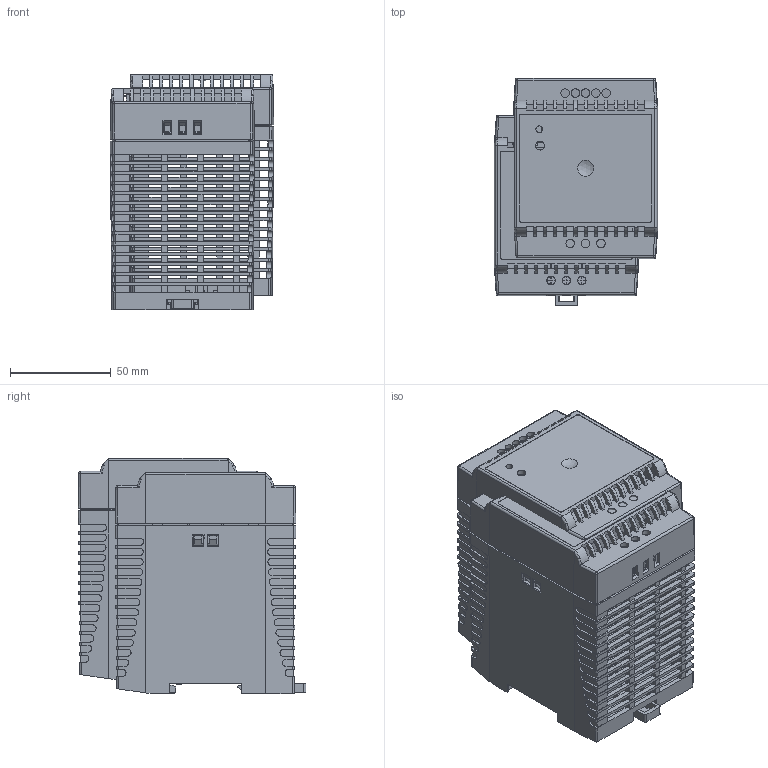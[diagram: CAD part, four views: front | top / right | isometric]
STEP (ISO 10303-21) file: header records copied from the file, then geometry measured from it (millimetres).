
FILE_DESCRIPTION( ( 'Unknown' ), '1' );
FILE_NAME( 'TPC120-124.stp', 'Unknown', ( 'Unknown' ), ( 'Unknown' ), 'PSStep 13.0', 'Unknown', ' ' );
FILE_SCHEMA( ( 'AUTOMOTIVE_DESIGN { 1 0 10303 214 1 1 1 1 }' ) );
Length unit declared in the file: millimetre
Products named in the file (9): Assem1; 24300193-LATCH; 23500408_23500406-CONNECTOR; 23500404-CONNECTOR; 23500275-CONNECTOR; 22200006-POT; 21500012-LED; 24600285-HOOD; 24600281-CHASSIS
Bounding box: 81.01 x 112.86 x 116.55 mm (x, y, z)
Volume: 194817.1 mm3; surface area: 193474.6 mm2
Topology: 16 solids, 16 shells, 3670 faces, 12046 edges, 7942 vertices
Faces by surface type: plane 3186, cylinder 450, sphere 18, revolution 16
Full cylindrical faces by diameter (mm): 0.51 x6, 1 x8, 2.9 x2, 3.15 x2, 3.4 x2, 3.8 x10, 4 x6, 4.2 x16, 4.4 x2, 4.8 x2, 5.8 x2
Entity records: 110395 total; most frequent: CARTESIAN_POINT 12113, ORIENTED_EDGE 11966, DIRECTION 10153, PRESENTATION_STYLE_ASSIGNMENT 8124, COLOUR_RGB 8124, STYLED_ITEM 6733, CURVE_STYLE 6289, DRAUGHTING_PRE_DEFINED_CURVE_FONT 6289
